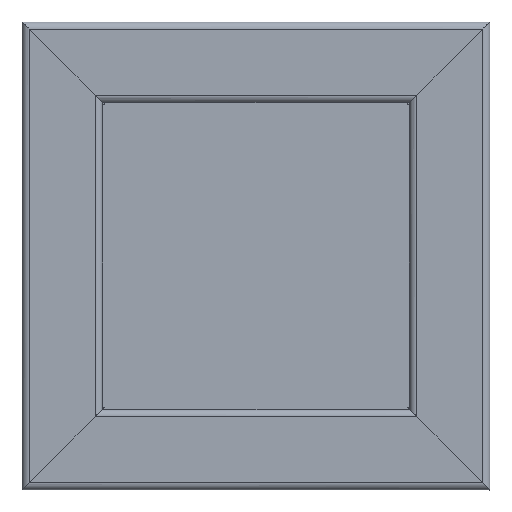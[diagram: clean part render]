
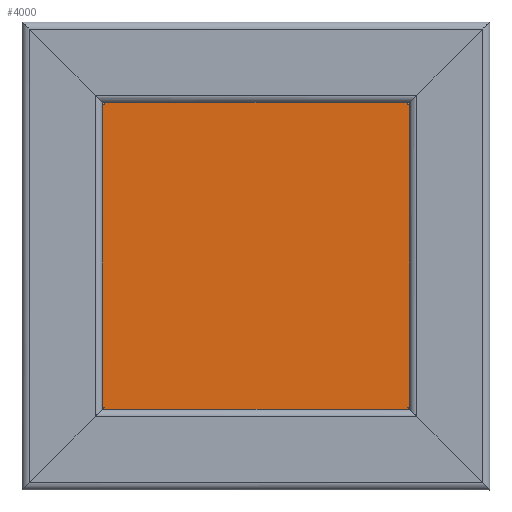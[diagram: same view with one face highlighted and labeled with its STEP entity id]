
A CAD part, top view. The second image highlights one B-rep face of the part: STEP entity #4000.
In plain terms, the highlighted planar face has unit normal (0, 0, 1).
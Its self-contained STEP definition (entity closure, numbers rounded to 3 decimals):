
#101=PLANE('',#4297);
#317=FACE_OUTER_BOUND('',#551,.T.);
#551=EDGE_LOOP('',(#2830,#2831,#2832,#2833,#2834,#2835,#2836,#2837,#2838,
#2839,#2840,#2841));
#835=LINE('',#5802,#1315);
#836=LINE('',#5804,#1316);
#837=LINE('',#5806,#1317);
#838=LINE('',#5808,#1318);
#839=LINE('',#5810,#1319);
#840=LINE('',#5812,#1320);
#841=LINE('',#5814,#1321);
#842=LINE('',#5816,#1322);
#843=LINE('',#5818,#1323);
#844=LINE('',#5820,#1324);
#845=LINE('',#5822,#1325);
#846=LINE('',#5823,#1326);
#1315=VECTOR('',#4743,10.);
#1316=VECTOR('',#4744,10.);
#1317=VECTOR('',#4745,10.);
#1318=VECTOR('',#4746,10.);
#1319=VECTOR('',#4747,10.);
#1320=VECTOR('',#4748,10.);
#1321=VECTOR('',#4749,10.);
#1322=VECTOR('',#4750,10.);
#1323=VECTOR('',#4751,10.);
#1324=VECTOR('',#4752,10.);
#1325=VECTOR('',#4753,10.);
#1326=VECTOR('',#4754,10.);
#1802=VERTEX_POINT('',#5800);
#1803=VERTEX_POINT('',#5801);
#1804=VERTEX_POINT('',#5803);
#1805=VERTEX_POINT('',#5805);
#1806=VERTEX_POINT('',#5807);
#1807=VERTEX_POINT('',#5809);
#1808=VERTEX_POINT('',#5811);
#1809=VERTEX_POINT('',#5813);
#1810=VERTEX_POINT('',#5815);
#1811=VERTEX_POINT('',#5817);
#1812=VERTEX_POINT('',#5819);
#1813=VERTEX_POINT('',#5821);
#2191=EDGE_CURVE('',#1802,#1803,#835,.T.);
#2192=EDGE_CURVE('',#1803,#1804,#836,.T.);
#2193=EDGE_CURVE('',#1804,#1805,#837,.T.);
#2194=EDGE_CURVE('',#1805,#1806,#838,.T.);
#2195=EDGE_CURVE('',#1806,#1807,#839,.T.);
#2196=EDGE_CURVE('',#1807,#1808,#840,.T.);
#2197=EDGE_CURVE('',#1808,#1809,#841,.T.);
#2198=EDGE_CURVE('',#1809,#1810,#842,.T.);
#2199=EDGE_CURVE('',#1810,#1811,#843,.T.);
#2200=EDGE_CURVE('',#1811,#1812,#844,.T.);
#2201=EDGE_CURVE('',#1812,#1813,#845,.T.);
#2202=EDGE_CURVE('',#1813,#1802,#846,.T.);
#2830=ORIENTED_EDGE('',*,*,#2191,.T.);
#2831=ORIENTED_EDGE('',*,*,#2192,.T.);
#2832=ORIENTED_EDGE('',*,*,#2193,.T.);
#2833=ORIENTED_EDGE('',*,*,#2194,.T.);
#2834=ORIENTED_EDGE('',*,*,#2195,.T.);
#2835=ORIENTED_EDGE('',*,*,#2196,.T.);
#2836=ORIENTED_EDGE('',*,*,#2197,.T.);
#2837=ORIENTED_EDGE('',*,*,#2198,.T.);
#2838=ORIENTED_EDGE('',*,*,#2199,.T.);
#2839=ORIENTED_EDGE('',*,*,#2200,.T.);
#2840=ORIENTED_EDGE('',*,*,#2201,.T.);
#2841=ORIENTED_EDGE('',*,*,#2202,.T.);
#4000=ADVANCED_FACE('',(#317),#101,.T.);
#4297=AXIS2_PLACEMENT_3D('',#5799,#4741,#4742);
#4741=DIRECTION('center_axis',(0.,0.,
1.));
#4742=DIRECTION('ref_axis',(1.,0.,0.));
#4743=DIRECTION('',(-1.,0.,0.));
#4744=DIRECTION('',(0.,-1.,0.));
#4745=DIRECTION('',(-1.,0.,0.));
#4746=DIRECTION('',(0.,-1.,0.));
#4747=DIRECTION('',(1.,0.,0.));
#4748=DIRECTION('',(0.,-1.,0.));
#4749=DIRECTION('',(1.,0.,0.));
#4750=DIRECTION('',(0.,1.,0.));
#4751=DIRECTION('',(1.,0.,0.));
#4752=DIRECTION('',(0.,1.,0.));
#4753=DIRECTION('',(-1.,0.,0.));
#4754=DIRECTION('',(0.,1.,0.));
#5799=CARTESIAN_POINT('Origin',(0.,0.,
243.729));
#5800=CARTESIAN_POINT('',(197.5,242.5,243.729));
#5801=CARTESIAN_POINT('',(-197.5,242.5,243.729));
#5802=CARTESIAN_POINT('',(242.5,242.5,243.729));
#5803=CARTESIAN_POINT('',(-197.5,197.5,243.729));
#5804=CARTESIAN_POINT('',(-197.5,287.5,243.729));
#5805=CARTESIAN_POINT('',(-242.5,197.5,243.729));
#5806=CARTESIAN_POINT('',(-197.5,197.5,243.729));
#5807=CARTESIAN_POINT('',(-242.5,-197.5,243.729));
#5808=CARTESIAN_POINT('',(-242.5,242.5,243.729));
#5809=CARTESIAN_POINT('',(-197.5,-197.5,243.729));
#5810=CARTESIAN_POINT('',(-287.5,-197.5,243.729));
#5811=CARTESIAN_POINT('',(-197.5,-242.5,243.729));
#5812=CARTESIAN_POINT('',(-197.5,-197.5,243.729));
#5813=CARTESIAN_POINT('',(197.5,-242.5,243.729));
#5814=CARTESIAN_POINT('',(-242.5,-242.5,243.729));
#5815=CARTESIAN_POINT('',(197.5,-197.5,243.729));
#5816=CARTESIAN_POINT('',(197.5,-287.5,243.729));
#5817=CARTESIAN_POINT('',(242.5,-197.5,243.729));
#5818=CARTESIAN_POINT('',(197.5,-197.5,243.729));
#5819=CARTESIAN_POINT('',(242.5,197.5,243.729));
#5820=CARTESIAN_POINT('',(242.5,-242.5,243.729));
#5821=CARTESIAN_POINT('',(197.5,197.5,243.729));
#5822=CARTESIAN_POINT('',(287.5,197.5,243.729));
#5823=CARTESIAN_POINT('',(197.5,197.5,243.729));
